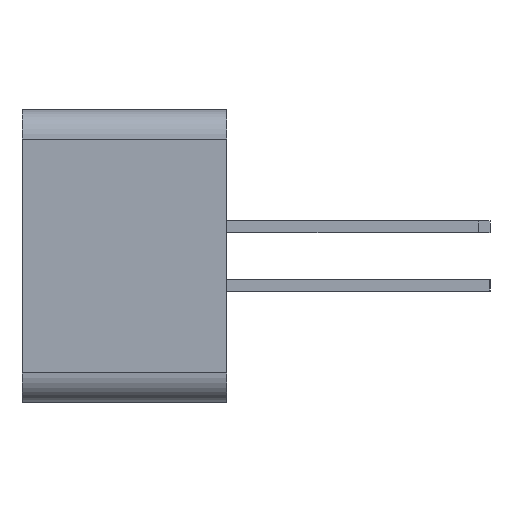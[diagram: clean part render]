
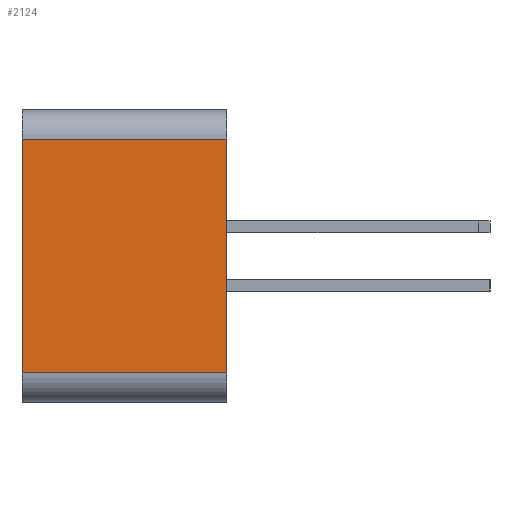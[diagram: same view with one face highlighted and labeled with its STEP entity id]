
A CAD part, left-side view. The second image highlights one B-rep face of the part: STEP entity #2124.
In plain terms, the highlighted planar face has unit normal (-1, 0, 0).
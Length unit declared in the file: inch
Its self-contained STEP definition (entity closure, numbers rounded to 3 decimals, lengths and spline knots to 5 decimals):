
#76 = CARTESIAN_POINT ( 'NONE',  ( -0.88, 0.35, -0.05 ) ) ;
#92 = CARTESIAN_POINT ( 'NONE',  ( -0.88, 0.35, -0.05 ) ) ;
#112 = EDGE_CURVE ( 'NONE', #2075, #999, #444, .T. ) ;
#146 = DIRECTION ( 'NONE',  ( 0., 0., 1. ) ) ;
#152 = ORIENTED_EDGE ( 'NONE', *, *, #671, .T. ) ;
#165 = DIRECTION ( 'NONE',  ( 0., 0., 1. ) ) ;
#175 = LINE ( 'NONE', #2646, #2788 ) ;
#200 = LINE ( 'NONE', #1678, #1618 ) ;
#289 = VERTEX_POINT ( 'NONE', #2362 ) ;
#344 = PLANE ( 'NONE',  #1113 ) ;
#393 = CARTESIAN_POINT ( 'NONE',  ( -0.88, 0.35, -0.5 ) ) ;
#444 = LINE ( 'NONE', #393, #2016 ) ;
#561 = CARTESIAN_POINT ( 'NONE',  ( -0.88, 0.35, -0.5 ) ) ;
#671 = EDGE_CURVE ( 'NONE', #289, #999, #2672, .T. ) ;
#740 = VECTOR ( 'NONE', #2387, 39.37008 ) ;
#868 = EDGE_LOOP ( 'NONE', ( #1769, #152, #1053, #2417 ) ) ;
#919 = CARTESIAN_POINT ( 'NONE',  ( -0.88, 0.35, -0.45 ) ) ;
#999 = VERTEX_POINT ( 'NONE', #76 ) ;
#1053 = ORIENTED_EDGE ( 'NONE', *, *, #112, .F. ) ;
#1106 = FACE_OUTER_BOUND ( 'NONE', #868, .T. ) ;
#1113 = AXIS2_PLACEMENT_3D ( 'NONE', #561, #2806, #2367 ) ;
#1199 = CARTESIAN_POINT ( 'NONE',  ( -0.88, 0., -0.45 ) ) ;
#1618 = VECTOR ( 'NONE', #2572, 39.37008 ) ;
#1678 = CARTESIAN_POINT ( 'NONE',  ( -0.88, 0., -0.45 ) ) ;
#1769 = ORIENTED_EDGE ( 'NONE', *, *, #2162, .T. ) ;
#2016 = VECTOR ( 'NONE', #146, 39.37008 ) ;
#2075 = VERTEX_POINT ( 'NONE', #919 ) ;
#2124 = ADVANCED_FACE ( 'NONE', ( #1106 ), #344, .T. ) ;
#2162 = EDGE_CURVE ( 'NONE', #2392, #289, #175, .T. ) ;
#2362 = CARTESIAN_POINT ( 'NONE',  ( -0.88, 0., -0.05 ) ) ;
#2367 = DIRECTION ( 'NONE',  ( 0., 0., 1. ) ) ;
#2387 = DIRECTION ( 'NONE',  ( 0., 1., 0. ) ) ;
#2392 = VERTEX_POINT ( 'NONE', #1199 ) ;
#2417 = ORIENTED_EDGE ( 'NONE', *, *, #2786, .T. ) ;
#2572 = DIRECTION ( 'NONE',  ( 0., -1., 0. ) ) ;
#2646 = CARTESIAN_POINT ( 'NONE',  ( -0.88, 0., -0.5 ) ) ;
#2672 = LINE ( 'NONE', #92, #740 ) ;
#2786 = EDGE_CURVE ( 'NONE', #2075, #2392, #200, .T. ) ;
#2788 = VECTOR ( 'NONE', #165, 39.37008 ) ;
#2806 = DIRECTION ( 'NONE',  ( -1., 0., 0. ) ) ;
